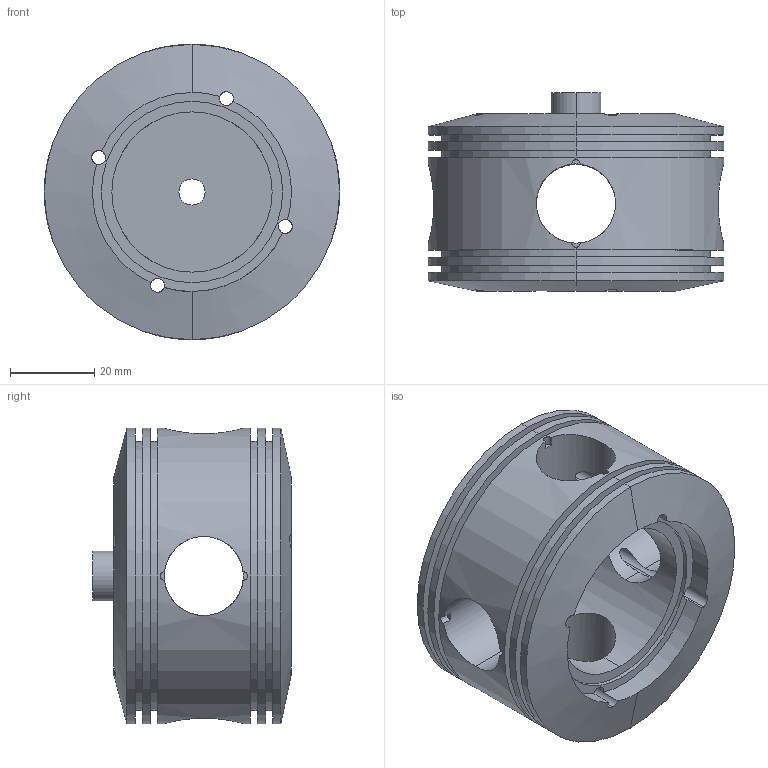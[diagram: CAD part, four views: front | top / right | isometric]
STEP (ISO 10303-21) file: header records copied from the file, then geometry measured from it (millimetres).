
FILE_DESCRIPTION (( 'STEP AP203' ), '1' );
FILE_NAME ('Distributeur_step.STEP', '2019-11-26T21:43:47', ( '' ), ( '' ), 'SwSTEP 2.0', 'SolidWorks 2018', '' );
FILE_SCHEMA (( 'CONFIG_CONTROL_DESIGN' ));
Length unit declared in the file: millimetre
Products named in the file (1): Distributeur_step
Bounding box: 70 x 47 x 70 mm (x, y, z)
Volume: 84202.6 mm3; surface area: 28844 mm2
Topology: 1 solids, 1 shells, 106 faces, 330 edges, 218 vertices
Faces by surface type: cylinder 80, plane 22, cone 4
Entity records: 5160 total; most frequent: CARTESIAN_POINT 2158, ORIENTED_EDGE 660, DIRECTION 578, EDGE_CURVE 330, AXIS2_PLACEMENT_3D 233, VERTEX_POINT 218, CIRCLE 126, EDGE_LOOP 124
